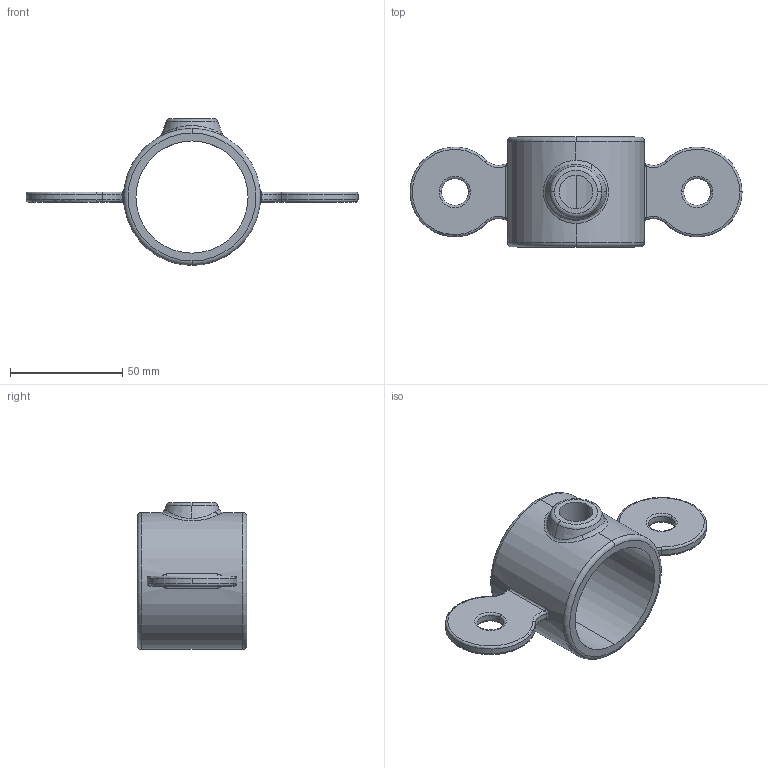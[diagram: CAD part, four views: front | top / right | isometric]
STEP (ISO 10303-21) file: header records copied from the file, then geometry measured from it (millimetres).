
FILE_DESCRIPTION (( 'STEP AP203' ), '1' );
FILE_NAME ('T16700M.STEP', '2018-06-29T15:25:52', ( '' ), ( '' ), 'SwSTEP 2.0', 'SolidWorks 2016', '' );
FILE_SCHEMA (( 'CONFIG_CONTROL_DESIGN' ));
Length unit declared in the file: millimetre
Products named in the file (1): T16700M
Bounding box: 148 x 49 x 65.5 mm (x, y, z)
Volume: 58448.6 mm3; surface area: 24979.7 mm2
Topology: 1 solids, 1 shells, 72 faces, 169 edges, 100 vertices
Faces by surface type: torus 28, cylinder 21, bspline 14, plane 7, cone 2
Entity records: 3226 total; most frequent: CARTESIAN_POINT 1528, DIRECTION 357, ORIENTED_EDGE 338, EDGE_CURVE 169, AXIS2_PLACEMENT_3D 165, CIRCLE 106, VERTEX_POINT 100, EDGE_LOOP 81
